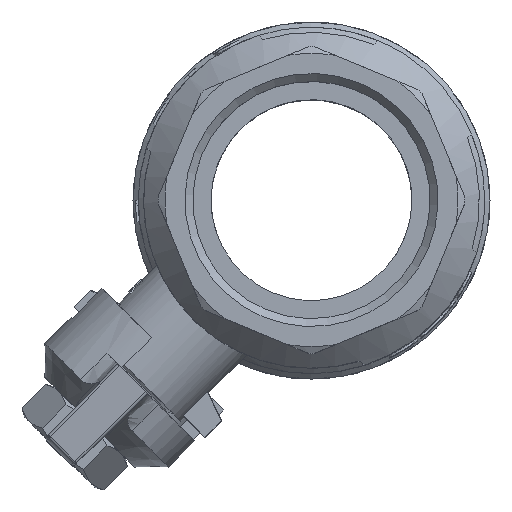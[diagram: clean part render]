
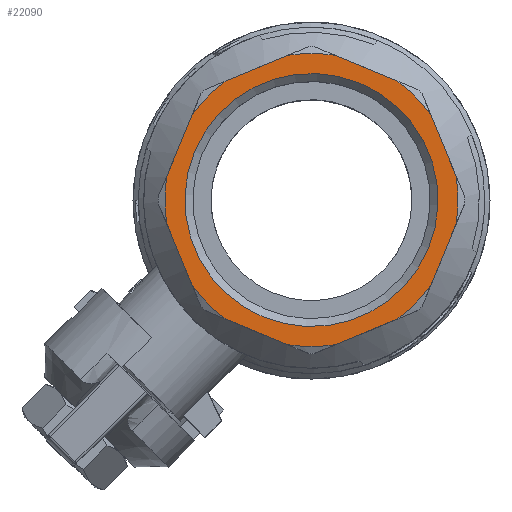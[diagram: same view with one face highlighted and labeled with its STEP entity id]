
A CAD part, top view. The second image highlights one B-rep face of the part: STEP entity #22090.
In plain terms, the highlighted planar face has unit normal (0, 0, 1).
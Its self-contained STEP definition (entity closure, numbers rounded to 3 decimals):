
#1902=PLANE('',#32401);
#3121=LINE('',#46266,#4502);
#3129=LINE('',#46453,#4510);
#3130=LINE('',#46457,#4511);
#3131=LINE('',#46458,#4512);
#3132=LINE('',#46459,#4513);
#3133=LINE('',#46463,#4514);
#3134=LINE('',#46464,#4515);
#3135=LINE('',#46468,#4516);
#4502=VECTOR('',#36731,1000.);
#4510=VECTOR('',#36765,1000.);
#4511=VECTOR('',#36768,1000.);
#4512=VECTOR('',#36769,1000.);
#4513=VECTOR('',#36770,1000.);
#4514=VECTOR('',#36773,1000.);
#4515=VECTOR('',#36774,1000.);
#4516=VECTOR('',#36777,1000.);
#6928=ORIENTED_EDGE('',*,*,#13776,.F.);
#6929=ORIENTED_EDGE('',*,*,#13777,.T.);
#6930=ORIENTED_EDGE('',*,*,#13778,.F.);
#6931=ORIENTED_EDGE('',*,*,#13737,.T.);
#6932=ORIENTED_EDGE('',*,*,#13779,.F.);
#6933=ORIENTED_EDGE('',*,*,#13759,.T.);
#6934=ORIENTED_EDGE('',*,*,#13755,.F.);
#6935=ORIENTED_EDGE('',*,*,#13748,.T.);
#6936=ORIENTED_EDGE('',*,*,#13780,.F.);
#6937=ORIENTED_EDGE('',*,*,#13781,.T.);
#6938=ORIENTED_EDGE('',*,*,#13782,.F.);
#6939=ORIENTED_EDGE('',*,*,#13774,.T.);
#6940=ORIENTED_EDGE('',*,*,#13783,.F.);
#6941=ORIENTED_EDGE('',*,*,#13784,.T.);
#6942=ORIENTED_EDGE('',*,*,#13785,.F.);
#6943=ORIENTED_EDGE('',*,*,#13767,.T.);
#6944=ORIENTED_EDGE('',*,*,#13786,.F.);
#13737=EDGE_CURVE('',#17204,#17203,#18809,.T.);
#13748=EDGE_CURVE('',#17213,#17211,#18813,.T.);
#13755=EDGE_CURVE('',#17213,#17219,#3121,.T.);
#13759=EDGE_CURVE('',#17221,#17219,#18817,.T.);
#13767=EDGE_CURVE('',#17226,#17225,#18819,.T.);
#13774=EDGE_CURVE('',#17230,#17229,#18822,.T.);
#13776=EDGE_CURVE('',#17231,#17225,#3129,.T.);
#13777=EDGE_CURVE('',#17231,#17232,#18823,.T.);
#13778=EDGE_CURVE('',#17204,#17232,#3130,.T.);
#13779=EDGE_CURVE('',#17221,#17203,#3131,.T.);
#13780=EDGE_CURVE('',#17233,#17211,#3132,.T.);
#13781=EDGE_CURVE('',#17233,#17234,#18824,.T.);
#13782=EDGE_CURVE('',#17230,#17234,#3133,.T.);
#13783=EDGE_CURVE('',#17235,#17229,#3134,.T.);
#13784=EDGE_CURVE('',#17235,#17236,#18825,.T.);
#13785=EDGE_CURVE('',#17226,#17236,#3135,.T.);
#13786=EDGE_CURVE('',#17237,#17237,#18826,.T.);
#17203=VERTEX_POINT('',#46178);
#17204=VERTEX_POINT('',#46180);
#17211=VERTEX_POINT('',#46237);
#17213=VERTEX_POINT('',#46240);
#17219=VERTEX_POINT('',#46267);
#17221=VERTEX_POINT('',#46361);
#17225=VERTEX_POINT('',#46398);
#17226=VERTEX_POINT('',#46400);
#17229=VERTEX_POINT('',#46436);
#17230=VERTEX_POINT('',#46438);
#17231=VERTEX_POINT('',#46454);
#17232=VERTEX_POINT('',#46456);
#17233=VERTEX_POINT('',#46460);
#17234=VERTEX_POINT('',#46462);
#17235=VERTEX_POINT('',#46465);
#17236=VERTEX_POINT('',#46467);
#17237=VERTEX_POINT('',#46470);
#18809=CIRCLE('',#32375,27.725);
#18813=CIRCLE('',#32383,27.725);
#18817=CIRCLE('',#32390,27.725);
#18819=CIRCLE('',#32394,27.725);
#18822=CIRCLE('',#32400,27.725);
#18823=CIRCLE('',#32402,27.725);
#18824=CIRCLE('',#32403,27.725);
#18825=CIRCLE('',#32404,27.725);
#18826=CIRCLE('',#32405,23.923);
#19201=EDGE_LOOP('',(#6928,#6929,#6930,#6931,#6932,#6933,#6934,#6935,#6936,
#6937,#6938,#6939,#6940,#6941,#6942,#6943));
#19202=EDGE_LOOP('',(#6944));
#20622=FACE_BOUND('',#19201,.T.);
#20623=FACE_BOUND('',#19202,.T.);
#22090=ADVANCED_FACE('',(#20622,#20623),#1902,.T.);
#32375=AXIS2_PLACEMENT_3D('',#46179,#36697,#36698);
#32383=AXIS2_PLACEMENT_3D('',#46239,#36717,#36718);
#32390=AXIS2_PLACEMENT_3D('',#46360,#36735,#36736);
#32394=AXIS2_PLACEMENT_3D('',#46399,#36747,#36748);
#32400=AXIS2_PLACEMENT_3D('',#46437,#36761,#36762);
#32401=AXIS2_PLACEMENT_3D('',#46452,#36763,#36764);
#32402=AXIS2_PLACEMENT_3D('',#46455,#36766,#36767);
#32403=AXIS2_PLACEMENT_3D('',#46461,#36771,#36772);
#32404=AXIS2_PLACEMENT_3D('',#46466,#36775,#36776);
#32405=AXIS2_PLACEMENT_3D('',#46469,#36778,#36779);
#36697=DIRECTION('',(0.,0.,1.));
#36698=DIRECTION('',(0.924,-0.383,0.));
#36717=DIRECTION('',(0.,0.,1.));
#36718=DIRECTION('',(0.924,-0.383,0.));
#36731=DIRECTION('',(-0.383,0.924,0.));
#36735=DIRECTION('',(0.,0.,1.));
#36736=DIRECTION('',(0.924,-0.383,0.));
#36747=DIRECTION('',(0.,0.,1.));
#36748=DIRECTION('',(0.924,-0.383,0.));
#36761=DIRECTION('',(0.,0.,1.));
#36762=DIRECTION('',(0.924,-0.383,0.));
#36763=DIRECTION('',(0.,0.,1.));
#36764=DIRECTION('',(1.,0.,0.));
#36765=DIRECTION('',(0.924,-0.383,0.));
#36766=DIRECTION('',(0.,0.,1.));
#36767=DIRECTION('',(0.924,-0.383,0.));
#36768=DIRECTION('',(0.924,0.383,0.));
#36769=DIRECTION('',(0.383,0.924,0.));
#36770=DIRECTION('',(-0.924,0.383,0.));
#36771=DIRECTION('',(0.,0.,1.));
#36772=DIRECTION('',(0.924,-0.383,0.));
#36773=DIRECTION('',(-0.924,-0.383,0.));
#36774=DIRECTION('',(-0.383,-0.924,0.));
#36775=DIRECTION('',(0.,0.,1.));
#36776=DIRECTION('',(0.924,-0.383,0.));
#36777=DIRECTION('',(0.383,-0.924,0.));
#36778=DIRECTION('',(0.,0.,1.));
#36779=DIRECTION('',(0.924,-0.383,0.));
#46178=CARTESIAN_POINT('',(-22.535,16.15,64.5));
#46179=CARTESIAN_POINT('',(0.,0.,64.5));
#46180=CARTESIAN_POINT('',(-16.15,22.535,64.5));
#46237=CARTESIAN_POINT('',(-16.15,-22.535,64.5));
#46239=CARTESIAN_POINT('',(0.,0.,64.5));
#46240=CARTESIAN_POINT('',(-22.535,-16.15,64.5));
#46266=CARTESIAN_POINT('',(-31.338,5.103,64.5));
#46267=CARTESIAN_POINT('',(-27.355,-4.515,64.5));
#46360=CARTESIAN_POINT('',(0.,0.,64.5));
#46361=CARTESIAN_POINT('',(-27.355,4.515,64.5));
#46398=CARTESIAN_POINT('',(16.15,22.535,64.5));
#46399=CARTESIAN_POINT('',(0.,0.,64.5));
#46400=CARTESIAN_POINT('',(22.535,16.15,64.5));
#46436=CARTESIAN_POINT('',(22.535,-16.15,64.5));
#46437=CARTESIAN_POINT('',(0.,0.,64.5));
#46438=CARTESIAN_POINT('',(16.15,-22.535,64.5));
#46452=CARTESIAN_POINT('',(20.443,-16.345,64.5));
#46453=CARTESIAN_POINT('',(33.56,15.323,64.5));
#46454=CARTESIAN_POINT('',(4.515,27.355,64.5));
#46455=CARTESIAN_POINT('',(0.,0.,64.5));
#46456=CARTESIAN_POINT('',(-4.515,27.355,64.5));
#46457=CARTESIAN_POINT('',(-44.786,10.674,64.5));
#46458=CARTESIAN_POINT('',(-27.73,3.609,64.5));
#46459=CARTESIAN_POINT('',(12.896,-34.566,64.5));
#46460=CARTESIAN_POINT('',(-4.515,-27.355,64.5));
#46461=CARTESIAN_POINT('',(0.,0.,64.5));
#46462=CARTESIAN_POINT('',(4.515,-27.355,64.5));
#46463=CARTESIAN_POINT('',(25.768,-18.551,64.5));
#46464=CARTESIAN_POINT('',(22.16,-17.056,64.5));
#46465=CARTESIAN_POINT('',(27.355,-4.515,64.5));
#46466=CARTESIAN_POINT('',(0.,0.,64.5));
#46467=CARTESIAN_POINT('',(27.355,4.515,64.5));
#46468=CARTESIAN_POINT('',(28.219,2.428,64.5));
#46469=CARTESIAN_POINT('',(0.,0.,64.5));
#46470=CARTESIAN_POINT('',(22.102,-9.155,64.5));
